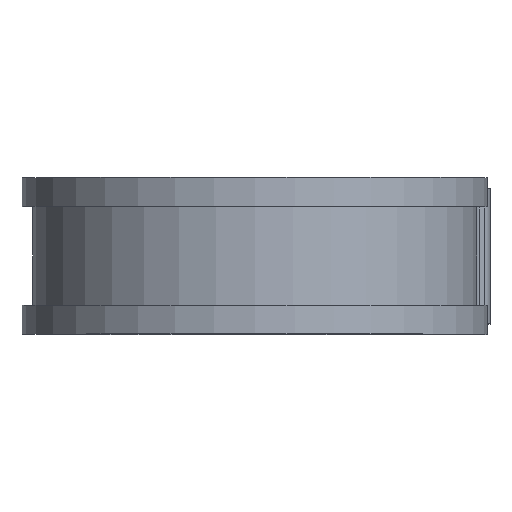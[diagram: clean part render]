
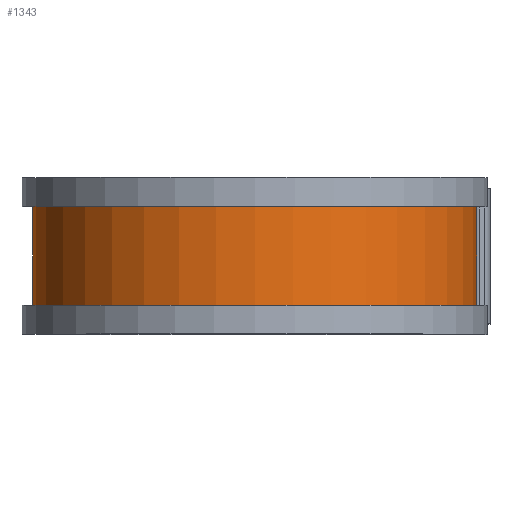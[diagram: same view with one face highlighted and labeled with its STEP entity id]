
A CAD part, top view. The second image highlights one B-rep face of the part: STEP entity #1343.
In plain terms, the highlighted cylindrical face has radius 31.318 mm (diameter 62.636 mm), a partial arc.
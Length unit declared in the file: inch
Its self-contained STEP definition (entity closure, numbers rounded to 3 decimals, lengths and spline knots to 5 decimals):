
#38 = AXIS2_PLACEMENT_3D ( 'NONE', #786, #779, #764 ) ;
#45 = ORIENTED_EDGE ( 'NONE', *, *, #1442, .T. ) ;
#65 = VECTOR ( 'NONE', #1126, 39.37008 ) ;
#85 = CARTESIAN_POINT ( 'NONE',  ( 0., -0.275, -1.233 ) ) ;
#118 = LINE ( 'NONE', #570, #65 ) ;
#232 = CIRCLE ( 'NONE', #38, 1.233 ) ;
#239 = ORIENTED_EDGE ( 'NONE', *, *, #1292, .F. ) ;
#425 = CARTESIAN_POINT ( 'NONE',  ( 1.233, -0.275, 0. ) ) ;
#481 = DIRECTION ( 'NONE',  ( 0., 0., -1. ) ) ;
#570 = CARTESIAN_POINT ( 'NONE',  ( 0., 0.375, -1.233 ) ) ;
#623 = DIRECTION ( 'NONE',  ( 0., -1., 0. ) ) ;
#764 = DIRECTION ( 'NONE',  ( 0., 0., -1. ) ) ;
#779 = DIRECTION ( 'NONE',  ( 0., -1., 0. ) ) ;
#786 = CARTESIAN_POINT ( 'NONE',  ( 0., -0.275, 0. ) ) ;
#793 = EDGE_CURVE ( 'NONE', #1668, #1131, #232, .T. ) ;
#847 = CARTESIAN_POINT ( 'NONE',  ( 0., 0.275, -1.233 ) ) ;
#976 = DIRECTION ( 'NONE',  ( 0., -1., 0. ) ) ;
#1059 = VERTEX_POINT ( 'NONE', #1248 ) ;
#1070 = AXIS2_PLACEMENT_3D ( 'NONE', #1156, #1276, #481 ) ;
#1090 = CYLINDRICAL_SURFACE ( 'NONE', #1070, 1.233 ) ;
#1105 = EDGE_LOOP ( 'NONE', ( #239, #45, #1445, #1720 ) ) ;
#1126 = DIRECTION ( 'NONE',  ( 0., -1., 0. ) ) ;
#1131 = VERTEX_POINT ( 'NONE', #85 ) ;
#1156 = CARTESIAN_POINT ( 'NONE',  ( 0., 0.375, 0. ) ) ;
#1165 = VECTOR ( 'NONE', #976, 39.37008 ) ;
#1197 = CIRCLE ( 'NONE', #1485, 1.233 ) ;
#1200 = LINE ( 'NONE', #1254, #1165 ) ;
#1248 = CARTESIAN_POINT ( 'NONE',  ( 1.233, 0.275, 0. ) ) ;
#1254 = CARTESIAN_POINT ( 'NONE',  ( 1.233, 0.375, 0. ) ) ;
#1271 = EDGE_CURVE ( 'NONE', #1342, #1131, #118, .T. ) ;
#1276 = DIRECTION ( 'NONE',  ( 0., -1., 0. ) ) ;
#1292 = EDGE_CURVE ( 'NONE', #1059, #1668, #1200, .T. ) ;
#1342 = VERTEX_POINT ( 'NONE', #847 ) ;
#1343 = ADVANCED_FACE ( 'NONE', ( #1458 ), #1090, .T. ) ;
#1410 = CARTESIAN_POINT ( 'NONE',  ( 0., 0.275, 0. ) ) ;
#1442 = EDGE_CURVE ( 'NONE', #1059, #1342, #1197, .T. ) ;
#1445 = ORIENTED_EDGE ( 'NONE', *, *, #1271, .T. ) ;
#1458 = FACE_OUTER_BOUND ( 'NONE', #1105, .T. ) ;
#1485 = AXIS2_PLACEMENT_3D ( 'NONE', #1410, #623, #1532 ) ;
#1532 = DIRECTION ( 'NONE',  ( 0., 0., -1. ) ) ;
#1668 = VERTEX_POINT ( 'NONE', #425 ) ;
#1720 = ORIENTED_EDGE ( 'NONE', *, *, #793, .F. ) ;
